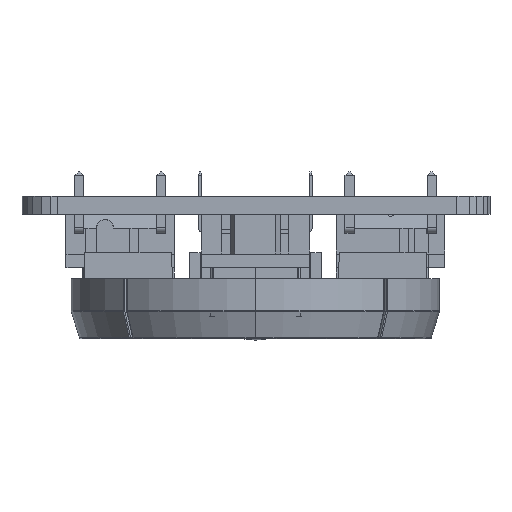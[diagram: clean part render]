
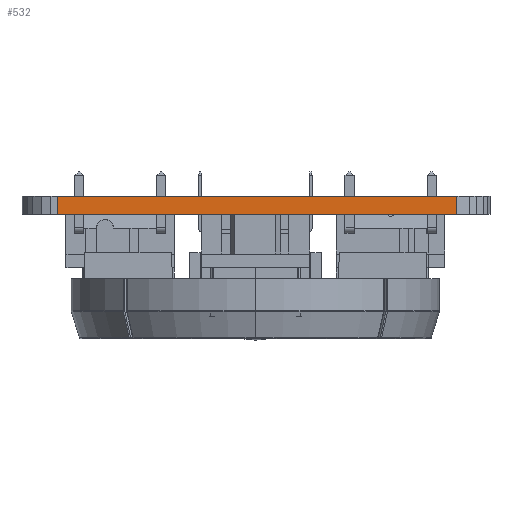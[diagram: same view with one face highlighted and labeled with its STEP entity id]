
A CAD part, front view. The second image highlights one B-rep face of the part: STEP entity #532.
In plain terms, the highlighted planar face has unit normal (0, -1, 0).
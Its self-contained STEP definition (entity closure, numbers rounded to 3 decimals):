
#87 = PLANE('',#88);
#88 = AXIS2_PLACEMENT_3D('',#89,#90,#91);
#89 = CARTESIAN_POINT('',(-3.59,-0.288,1.671));
#90 = DIRECTION('',(0.,0.,-1.));
#91 = DIRECTION('',(-1.,0.,0.));
#141 = PLANE('',#142);
#142 = AXIS2_PLACEMENT_3D('',#143,#144,#145);
#143 = CARTESIAN_POINT('',(-3.59,-0.288,0.));
#144 = DIRECTION('',(0.,0.,-1.));
#145 = DIRECTION('',(-1.,0.,0.));
#424 = PLANE('',#425);
#425 = AXIS2_PLACEMENT_3D('',#426,#427,#428);
#426 = CARTESIAN_POINT('',(-0.923,-3.463,0.));
#427 = DIRECTION('',(0.,1.,0.));
#428 = DIRECTION('',(1.,0.,0.));
#462 = VERTEX_POINT('',#463);
#463 = CARTESIAN_POINT('',(-0.288,-3.463,1.671));
#484 = EDGE_CURVE('',#485,#462,#487,.T.);
#485 = VERTEX_POINT('',#486);
#486 = CARTESIAN_POINT('',(-0.288,-3.463,0.));
#487 = SURFACE_CURVE('',#488,(#492,#499),.PCURVE_S1.);
#488 = LINE('',#489,#490);
#489 = CARTESIAN_POINT('',(-0.288,-3.463,0.));
#490 = VECTOR('',#491,1.);
#491 = DIRECTION('',(0.,0.,1.));
#492 = PCURVE('',#424,#493);
#493 = DEFINITIONAL_REPRESENTATION('',(#494),#498);
#494 = LINE('',#495,#496);
#495 = CARTESIAN_POINT('',(0.635,0.));
#496 = VECTOR('',#497,1.);
#497 = DIRECTION('',(0.,-1.));
#498 = ( GEOMETRIC_REPRESENTATION_CONTEXT(2) 
PARAMETRIC_REPRESENTATION_CONTEXT() REPRESENTATION_CONTEXT('2D SPACE',''
  ) );
#499 = PCURVE('',#500,#505);
#500 = PLANE('',#501);
#501 = AXIS2_PLACEMENT_3D('',#502,#503,#504);
#502 = CARTESIAN_POINT('',(-0.288,-3.463,0.));
#503 = DIRECTION('',(0.,1.,0.));
#504 = DIRECTION('',(1.,0.,0.));
#505 = DEFINITIONAL_REPRESENTATION('',(#506),#510);
#506 = LINE('',#507,#508);
#507 = CARTESIAN_POINT('',(0.,0.));
#508 = VECTOR('',#509,1.);
#509 = DIRECTION('',(0.,-1.));
#510 = ( GEOMETRIC_REPRESENTATION_CONTEXT(2) 
PARAMETRIC_REPRESENTATION_CONTEXT() REPRESENTATION_CONTEXT('2D SPACE',''
  ) );
#532 = ADVANCED_FACE('',(#533),#500,.F.);
#533 = FACE_BOUND('',#534,.F.);
#534 = EDGE_LOOP('',(#535,#536,#559,#587));
#535 = ORIENTED_EDGE('',*,*,#484,.T.);
#536 = ORIENTED_EDGE('',*,*,#537,.T.);
#537 = EDGE_CURVE('',#462,#538,#540,.T.);
#538 = VERTEX_POINT('',#539);
#539 = CARTESIAN_POINT('',(36.542,-3.463,1.671));
#540 = SURFACE_CURVE('',#541,(#545,#552),.PCURVE_S1.);
#541 = LINE('',#542,#543);
#542 = CARTESIAN_POINT('',(-0.288,-3.463,1.671));
#543 = VECTOR('',#544,1.);
#544 = DIRECTION('',(1.,0.,0.));
#545 = PCURVE('',#500,#546);
#546 = DEFINITIONAL_REPRESENTATION('',(#547),#551);
#547 = LINE('',#548,#549);
#548 = CARTESIAN_POINT('',(0.,-1.671));
#549 = VECTOR('',#550,1.);
#550 = DIRECTION('',(1.,0.));
#551 = ( GEOMETRIC_REPRESENTATION_CONTEXT(2) 
PARAMETRIC_REPRESENTATION_CONTEXT() REPRESENTATION_CONTEXT('2D SPACE',''
  ) );
#552 = PCURVE('',#87,#553);
#553 = DEFINITIONAL_REPRESENTATION('',(#554),#558);
#554 = LINE('',#555,#556);
#555 = CARTESIAN_POINT('',(-3.302,-3.175));
#556 = VECTOR('',#557,1.);
#557 = DIRECTION('',(-1.,0.));
#558 = ( GEOMETRIC_REPRESENTATION_CONTEXT(2) 
PARAMETRIC_REPRESENTATION_CONTEXT() REPRESENTATION_CONTEXT('2D SPACE',''
  ) );
#559 = ORIENTED_EDGE('',*,*,#560,.F.);
#560 = EDGE_CURVE('',#561,#538,#563,.T.);
#561 = VERTEX_POINT('',#562);
#562 = CARTESIAN_POINT('',(36.542,-3.463,0.));
#563 = SURFACE_CURVE('',#564,(#568,#575),.PCURVE_S1.);
#564 = LINE('',#565,#566);
#565 = CARTESIAN_POINT('',(36.542,-3.463,0.));
#566 = VECTOR('',#567,1.);
#567 = DIRECTION('',(0.,0.,1.));
#568 = PCURVE('',#500,#569);
#569 = DEFINITIONAL_REPRESENTATION('',(#570),#574);
#570 = LINE('',#571,#572);
#571 = CARTESIAN_POINT('',(36.83,0.));
#572 = VECTOR('',#573,1.);
#573 = DIRECTION('',(0.,-1.));
#574 = ( GEOMETRIC_REPRESENTATION_CONTEXT(2) 
PARAMETRIC_REPRESENTATION_CONTEXT() REPRESENTATION_CONTEXT('2D SPACE',''
  ) );
#575 = PCURVE('',#576,#581);
#576 = PLANE('',#577);
#577 = AXIS2_PLACEMENT_3D('',#578,#579,#580);
#578 = CARTESIAN_POINT('',(36.542,-3.463,0.));
#579 = DIRECTION('',(-0.217,0.976,0.));
#580 = DIRECTION('',(0.976,0.217,0.));
#581 = DEFINITIONAL_REPRESENTATION('',(#582),#586);
#582 = LINE('',#583,#584);
#583 = CARTESIAN_POINT('',(0.,0.));
#584 = VECTOR('',#585,1.);
#585 = DIRECTION('',(0.,-1.));
#586 = ( GEOMETRIC_REPRESENTATION_CONTEXT(2) 
PARAMETRIC_REPRESENTATION_CONTEXT() REPRESENTATION_CONTEXT('2D SPACE',''
  ) );
#587 = ORIENTED_EDGE('',*,*,#588,.F.);
#588 = EDGE_CURVE('',#485,#561,#589,.T.);
#589 = SURFACE_CURVE('',#590,(#594,#601),.PCURVE_S1.);
#590 = LINE('',#591,#592);
#591 = CARTESIAN_POINT('',(-0.288,-3.463,0.));
#592 = VECTOR('',#593,1.);
#593 = DIRECTION('',(1.,0.,0.));
#594 = PCURVE('',#500,#595);
#595 = DEFINITIONAL_REPRESENTATION('',(#596),#600);
#596 = LINE('',#597,#598);
#597 = CARTESIAN_POINT('',(0.,0.));
#598 = VECTOR('',#599,1.);
#599 = DIRECTION('',(1.,0.));
#600 = ( GEOMETRIC_REPRESENTATION_CONTEXT(2) 
PARAMETRIC_REPRESENTATION_CONTEXT() REPRESENTATION_CONTEXT('2D SPACE',''
  ) );
#601 = PCURVE('',#141,#602);
#602 = DEFINITIONAL_REPRESENTATION('',(#603),#607);
#603 = LINE('',#604,#605);
#604 = CARTESIAN_POINT('',(-3.302,-3.175));
#605 = VECTOR('',#606,1.);
#606 = DIRECTION('',(-1.,0.));
#607 = ( GEOMETRIC_REPRESENTATION_CONTEXT(2) 
PARAMETRIC_REPRESENTATION_CONTEXT() REPRESENTATION_CONTEXT('2D SPACE',''
  ) );
